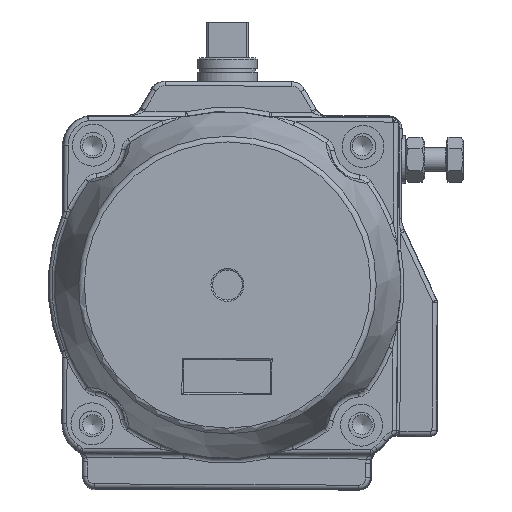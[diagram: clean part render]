
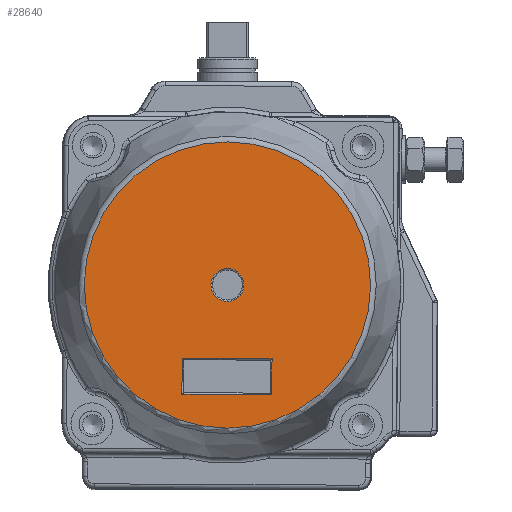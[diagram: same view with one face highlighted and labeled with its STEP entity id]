
A CAD part, top view. The second image highlights one B-rep face of the part: STEP entity #28640.
In plain terms, the highlighted face is planar.
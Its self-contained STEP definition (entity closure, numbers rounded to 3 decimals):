
#1711=B_SPLINE_CURVE_WITH_KNOTS('',3,(#52210,#52211,#52212,#52213,#52214,
#52215,#52216,#52217,#52218,#52219,#52220,#52221,#52222,#52223,#52224,#52225,
#52226,#52227,#52228,#52229,#52230,#52231,#52232,#52233,#52234,#52235,#52236,
#52237,#52238,#52239,#52240,#52241,#52242,#52243,#52244,#52245,#52246,#52247,
#52248,#52249,#52250,#52251,#52252,#52253,#52254,#52255,#52256,#52257,#52258,
#52259,#52260,#52261,#52262,#52263,#52264,#52265,#52266,#52267,#52268,#52269,
#52270,#52271,#52272,#52273,#52274,#52275,#52276,#52277,#52278,#52279,#52280,
#52281,#52282,#52283,#52284,#52285,#52286,#52287,#52288,#52289,#52290,#52291),
 .UNSPECIFIED.,.F.,.F.,(4,1,1,1,2,2,1,1,2,2,1,2,2,2,1,2,2,1,1,2,2,1,1,1,
2,2,2,1,1,1,2,2,1,1,2,2,1,2,2,2,1,2,2,1,1,2,2,1,1,1,2,2,4),(0.5,0.516,
0.523,0.527,0.529,0.531,0.547,0.555,0.559,
0.563,0.578,0.586,0.594,0.625,0.641,0.648,
0.656,0.672,0.68,0.684,
0.688,0.703,0.711,0.715,
0.717,0.719,0.75,0.766,
0.773,0.777,0.779,0.781,
0.797,0.805,0.809,0.813,
0.828,0.836,0.844,0.875,0.891,0.898,0.906,0.922,0.93,
0.934,0.938,0.953,0.961,0.965,0.967,0.969,1.),
 .UNSPECIFIED.);
#3103=LINE('',#50770,#4563);
#3104=LINE('',#50776,#4564);
#3105=LINE('',#50780,#4565);
#3106=LINE('',#50782,#4566);
#4563=VECTOR('',#35114,1000.);
#4564=VECTOR('',#35121,1000.);
#4565=VECTOR('',#35126,1000.);
#4566=VECTOR('',#35129,1000.);
#8764=ORIENTED_EDGE('',*,*,#16141,.F.);
#8765=ORIENTED_EDGE('',*,*,#16052,.T.);
#8766=ORIENTED_EDGE('',*,*,#16053,.T.);
#8767=ORIENTED_EDGE('',*,*,#16047,.T.);
#8768=ORIENTED_EDGE('',*,*,#16050,.T.);
#8769=ORIENTED_EDGE('',*,*,#16142,.T.);
#8770=ORIENTED_EDGE('',*,*,#16143,.T.);
#16047=EDGE_CURVE('',#19922,#19921,#3103,.T.);
#16050=EDGE_CURVE('',#19921,#19923,#3104,.T.);
#16052=EDGE_CURVE('',#19923,#19924,#3105,.T.);
#16053=EDGE_CURVE('',#19924,#19922,#3106,.T.);
#16141=EDGE_CURVE('',#19967,#19967,#22202,.T.);
#16142=EDGE_CURVE('',#19968,#19969,#22203,.T.);
#16143=EDGE_CURVE('',#19969,#19968,#1711,.T.);
#19921=VERTEX_POINT('',#50769);
#19922=VERTEX_POINT('',#50771);
#19923=VERTEX_POINT('',#50775);
#19924=VERTEX_POINT('',#50779);
#19967=VERTEX_POINT('',#52206);
#19968=VERTEX_POINT('',#52208);
#19969=VERTEX_POINT('',#52209);
#22202=CIRCLE('',#31114,47.765);
#22203=CIRCLE('',#31115,5.5);
#23783=EDGE_LOOP('',(#8764));
#23784=EDGE_LOOP('',(#8765,#8766,#8767,#8768));
#23785=EDGE_LOOP('',(#8769,#8770));
#26017=FACE_BOUND('',#23783,.T.);
#26018=FACE_BOUND('',#23784,.T.);
#26019=FACE_BOUND('',#23785,.T.);
#27656=PLANE('',#31113);
#28640=ADVANCED_FACE('',(#26017,#26018,#26019),#27656,.T.);
#31113=AXIS2_PLACEMENT_3D('',#52204,#35230,#35231);
#31114=AXIS2_PLACEMENT_3D('',#52205,#35232,#35233);
#31115=AXIS2_PLACEMENT_3D('',#52207,#35234,#35235);
#35114=DIRECTION('',(1.,0.,0.));
#35121=DIRECTION('',(0.,1.,0.));
#35126=DIRECTION('',(-1.,0.,0.));
#35129=DIRECTION('',(0.,-1.,0.));
#35230=DIRECTION('',(0.,0.,-1.));
#35231=DIRECTION('',(-1.,0.,0.));
#35232=DIRECTION('',(0.,0.,1.));
#35233=DIRECTION('',(1.,0.,0.));
#35234=DIRECTION('',(0.,0.,1.));
#35235=DIRECTION('',(-1.,0.,0.));
#50769=CARTESIAN_POINT('',(15.,-36.5,-38.));
#50770=CARTESIAN_POINT('',(0.,-36.5,-38.));
#50771=CARTESIAN_POINT('',(-15.,-36.5,-38.));
#50775=CARTESIAN_POINT('',(15.,-24.5,-38.));
#50776=CARTESIAN_POINT('',(15.,0.,-38.));
#50779=CARTESIAN_POINT('',(-15.,-24.5,-38.));
#50780=CARTESIAN_POINT('',(0.,-24.5,-38.));
#50782=CARTESIAN_POINT('',(-15.,0.,-38.));
#52204=CARTESIAN_POINT('',(0.,0.,-38.));
#52205=CARTESIAN_POINT('',(0.,0.,-38.));
#52206=CARTESIAN_POINT('',(47.765,0.,-38.));
#52207=CARTESIAN_POINT('',(0.,0.,-38.));
#52208=CARTESIAN_POINT('',(-5.5,0.,-38.));
#52209=CARTESIAN_POINT('',(5.5,0.,-38.));
#52210=CARTESIAN_POINT('',(5.5,0.,-38.));
#52211=CARTESIAN_POINT('',(5.5,0.168,-38.));
#52212=CARTESIAN_POINT('',(5.489,0.419,-38.));
#52213=CARTESIAN_POINT('',(5.455,0.711,-38.));
#52214=CARTESIAN_POINT('',(5.433,0.856,-38.));
#52215=CARTESIAN_POINT('',(5.423,0.918,-38.));
#52216=CARTESIAN_POINT('',(5.416,0.959,-38.));
#52217=CARTESIAN_POINT('',(5.412,0.979,-38.));
#52218=CARTESIAN_POINT('',(5.376,1.176,-38.));
#52219=CARTESIAN_POINT('',(5.315,1.435,-38.));
#52220=CARTESIAN_POINT('',(5.222,1.732,-38.));
#52221=CARTESIAN_POINT('',(5.177,1.858,-38.));
#52222=CARTESIAN_POINT('',(5.146,1.941,-38.));
#52223=CARTESIAN_POINT('',(5.131,1.981,-38.));
#52224=CARTESIAN_POINT('',(5.046,2.197,-38.));
#52225=CARTESIAN_POINT('',(4.93,2.45,-38.));
#52226=CARTESIAN_POINT('',(4.797,2.693,-38.));
#52227=CARTESIAN_POINT('',(4.703,2.853,-38.));
#52228=CARTESIAN_POINT('',(4.655,2.93,-38.));
#52229=CARTESIAN_POINT('',(4.396,3.327,-38.));
#52230=CARTESIAN_POINT('',(4.157,3.621,-38.));
#52231=CARTESIAN_POINT('',(3.755,4.023,-38.));
#52232=CARTESIAN_POINT('',(3.544,4.213,-38.));
#52233=CARTESIAN_POINT('',(3.32,4.386,-38.));
#52234=CARTESIAN_POINT('',(3.167,4.498,-38.));
#52235=CARTESIAN_POINT('',(3.087,4.553,-38.));
#52236=CARTESIAN_POINT('',(2.854,4.705,-38.));
#52237=CARTESIAN_POINT('',(2.615,4.845,-38.));
#52238=CARTESIAN_POINT('',(2.323,4.987,-38.));
#52239=CARTESIAN_POINT('',(2.196,5.043,-38.));
#52240=CARTESIAN_POINT('',(2.111,5.079,-38.));
#52241=CARTESIAN_POINT('',(2.066,5.097,-38.));
#52242=CARTESIAN_POINT('',(1.859,5.179,-38.));
#52243=CARTESIAN_POINT('',(1.607,5.265,-38.));
#52244=CARTESIAN_POINT('',(1.306,5.344,-38.));
#52245=CARTESIAN_POINT('',(1.154,5.378,-38.));
#52246=CARTESIAN_POINT('',(1.088,5.391,-38.));
#52247=CARTESIAN_POINT('',(1.045,5.4,-38.));
#52248=CARTESIAN_POINT('',(1.021,5.404,-38.));
#52249=CARTESIAN_POINT('',(0.67,5.469,-38.));
#52250=CARTESIAN_POINT('',(0.336,5.5,-38.));
#52251=CARTESIAN_POINT('',(-0.168,5.5,-38.));
#52252=CARTESIAN_POINT('',(-0.419,5.489,-38.));
#52253=CARTESIAN_POINT('',(-0.711,5.455,-38.));
#52254=CARTESIAN_POINT('',(-0.856,5.433,-38.));
#52255=CARTESIAN_POINT('',(-0.918,5.423,-38.));
#52256=CARTESIAN_POINT('',(-0.959,5.416,-38.));
#52257=CARTESIAN_POINT('',(-0.979,5.412,-38.));
#52258=CARTESIAN_POINT('',(-1.176,5.376,-38.));
#52259=CARTESIAN_POINT('',(-1.435,5.315,-38.));
#52260=CARTESIAN_POINT('',(-1.732,5.222,-38.));
#52261=CARTESIAN_POINT('',(-1.858,5.177,-38.));
#52262=CARTESIAN_POINT('',(-1.941,5.146,-38.));
#52263=CARTESIAN_POINT('',(-1.981,5.131,-38.));
#52264=CARTESIAN_POINT('',(-2.197,5.046,-38.));
#52265=CARTESIAN_POINT('',(-2.45,4.93,-38.));
#52266=CARTESIAN_POINT('',(-2.693,4.797,-38.));
#52267=CARTESIAN_POINT('',(-2.853,4.703,-38.));
#52268=CARTESIAN_POINT('',(-2.93,4.655,-38.));
#52269=CARTESIAN_POINT('',(-3.327,4.396,-38.));
#52270=CARTESIAN_POINT('',(-3.621,4.157,-38.));
#52271=CARTESIAN_POINT('',(-4.023,3.755,-38.));
#52272=CARTESIAN_POINT('',(-4.213,3.544,-38.));
#52273=CARTESIAN_POINT('',(-4.386,3.32,-38.));
#52274=CARTESIAN_POINT('',(-4.498,3.167,-38.));
#52275=CARTESIAN_POINT('',(-4.553,3.087,-38.));
#52276=CARTESIAN_POINT('',(-4.705,2.854,-38.));
#52277=CARTESIAN_POINT('',(-4.845,2.615,-38.));
#52278=CARTESIAN_POINT('',(-4.987,2.323,-38.));
#52279=CARTESIAN_POINT('',(-5.043,2.196,-38.));
#52280=CARTESIAN_POINT('',(-5.079,2.111,-38.));
#52281=CARTESIAN_POINT('',(-5.097,2.066,-38.));
#52282=CARTESIAN_POINT('',(-5.179,1.859,-38.));
#52283=CARTESIAN_POINT('',(-5.265,1.607,-38.));
#52284=CARTESIAN_POINT('',(-5.344,1.306,-38.));
#52285=CARTESIAN_POINT('',(-5.378,1.154,-38.));
#52286=CARTESIAN_POINT('',(-5.391,1.088,-38.));
#52287=CARTESIAN_POINT('',(-5.4,1.045,-38.));
#52288=CARTESIAN_POINT('',(-5.404,1.021,-38.));
#52289=CARTESIAN_POINT('',(-5.469,0.67,-38.));
#52290=CARTESIAN_POINT('',(-5.5,0.337,-38.));
#52291=CARTESIAN_POINT('',(-5.5,0.,-38.));
